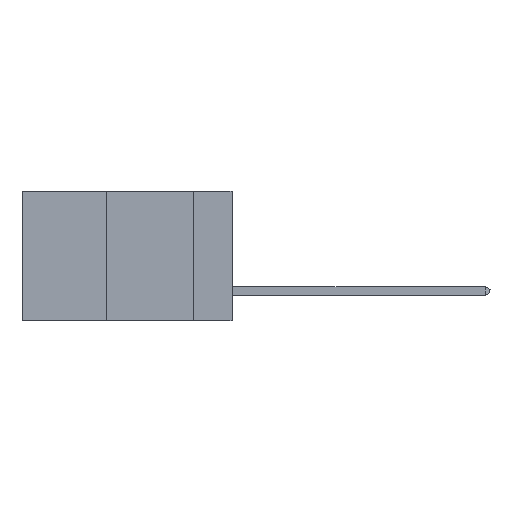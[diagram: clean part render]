
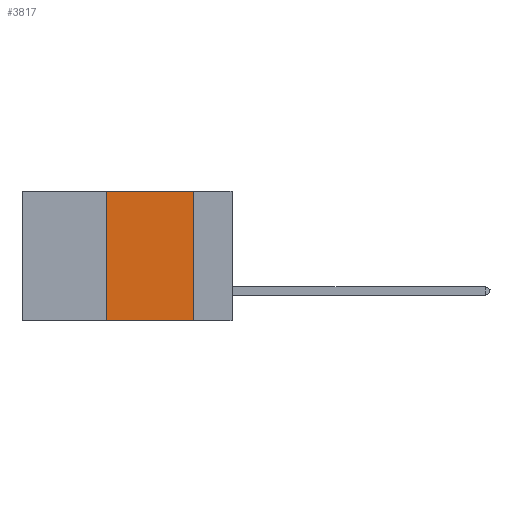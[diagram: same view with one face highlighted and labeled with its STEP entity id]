
A CAD part, left-side view. The second image highlights one B-rep face of the part: STEP entity #3817.
In plain terms, the highlighted planar face has unit normal (-1, 0, 0).
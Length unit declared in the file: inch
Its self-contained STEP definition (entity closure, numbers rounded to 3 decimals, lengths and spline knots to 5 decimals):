
#1079 = ORIENTED_EDGE ( 'NONE', *, *, #24019, .F. ) ;
#1512 = VERTEX_POINT ( 'NONE', #15506 ) ;
#1701 = CARTESIAN_POINT ( 'NONE',  ( 0., 0.6, -0.37 ) ) ;
#2352 = EDGE_CURVE ( 'NONE', #21936, #20196, #22269, .T. ) ;
#3117 = PLANE ( 'NONE',  #24358 ) ;
#3817 = ADVANCED_FACE ( 'NONE', ( #5875 ), #3117, .F. ) ;
#5457 = CARTESIAN_POINT ( 'NONE',  ( 0., 0.11, -0.37 ) ) ;
#5875 = FACE_OUTER_BOUND ( 'NONE', #24360, .T. ) ;
#6295 = LINE ( 'NONE', #1701, #13646 ) ;
#8094 = LINE ( 'NONE', #14568, #19751 ) ;
#8497 = EDGE_CURVE ( 'NONE', #20736, #20196, #6295, .T. ) ;
#8755 = DIRECTION ( 'NONE',  ( 0., -1., 0. ) ) ;
#9418 = DIRECTION ( 'NONE',  ( 0., 0., -1. ) ) ;
#9983 = VECTOR ( 'NONE', #11476, 39.37008 ) ;
#10179 = LINE ( 'NONE', #15115, #24276 ) ;
#10389 = EDGE_CURVE ( 'NONE', #20736, #1512, #10179, .T. ) ;
#11476 = DIRECTION ( 'NONE',  ( 0., 0., -1. ) ) ;
#13646 = VECTOR ( 'NONE', #21297, 39.37008 ) ;
#14568 = CARTESIAN_POINT ( 'NONE',  ( 0., 0.6, 0. ) ) ;
#15115 = CARTESIAN_POINT ( 'NONE',  ( 0., 0.36, 0. ) ) ;
#15505 = ORIENTED_EDGE ( 'NONE', *, *, #8497, .T. ) ;
#15506 = CARTESIAN_POINT ( 'NONE',  ( 0., 0.36, 0. ) ) ;
#15665 = DIRECTION ( 'NONE',  ( 0., 0., 1. ) ) ;
#16772 = CARTESIAN_POINT ( 'NONE',  ( 0., 0.6, 0. ) ) ;
#18069 = ORIENTED_EDGE ( 'NONE', *, *, #10389, .F. ) ;
#18767 = DIRECTION ( 'NONE',  ( 1., 0., 0. ) ) ;
#19751 = VECTOR ( 'NONE', #8755, 39.37008 ) ;
#20124 = ORIENTED_EDGE ( 'NONE', *, *, #2352, .F. ) ;
#20196 = VERTEX_POINT ( 'NONE', #5457 ) ;
#20736 = VERTEX_POINT ( 'NONE', #24979 ) ;
#21073 = CARTESIAN_POINT ( 'NONE',  ( 0., 0.11, 0. ) ) ;
#21297 = DIRECTION ( 'NONE',  ( 0., -1., 0. ) ) ;
#21936 = VERTEX_POINT ( 'NONE', #24665 ) ;
#22269 = LINE ( 'NONE', #21073, #9983 ) ;
#24019 = EDGE_CURVE ( 'NONE', #1512, #21936, #8094, .T. ) ;
#24276 = VECTOR ( 'NONE', #15665, 39.37008 ) ;
#24358 = AXIS2_PLACEMENT_3D ( 'NONE', #16772, #18767, #9418 ) ;
#24360 = EDGE_LOOP ( 'NONE', ( #20124, #1079, #18069, #15505 ) ) ;
#24665 = CARTESIAN_POINT ( 'NONE',  ( 0., 0.11, 0. ) ) ;
#24979 = CARTESIAN_POINT ( 'NONE',  ( 0., 0.36, -0.37 ) ) ;
